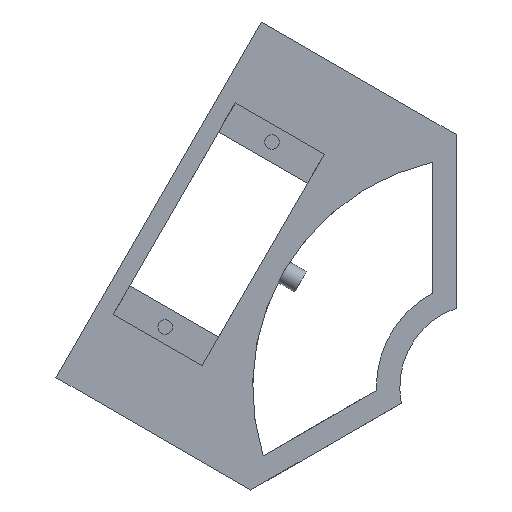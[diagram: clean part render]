
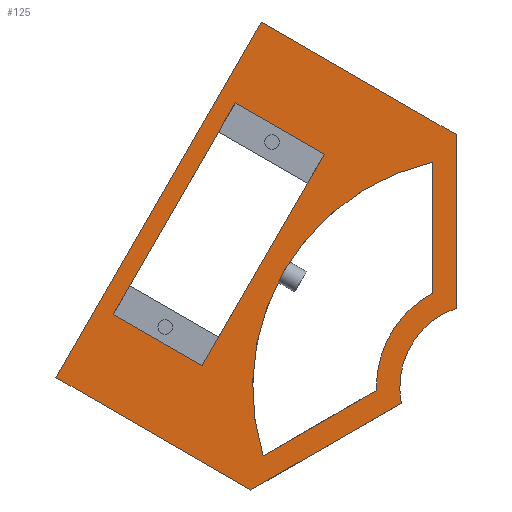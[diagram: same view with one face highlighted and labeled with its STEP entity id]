
A CAD part, front view. The second image highlights one B-rep face of the part: STEP entity #125.
In plain terms, the highlighted planar face has unit normal (0, -1, 0).
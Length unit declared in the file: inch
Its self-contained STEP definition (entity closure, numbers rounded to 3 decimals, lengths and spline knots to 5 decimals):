
#125=ADVANCED_FACE('',(#182,#183,#184),#158,.F.);
#158=PLANE('',#697);
#182=FACE_BOUND('',#209,.T.);
#183=FACE_BOUND('',#210,.T.);
#184=FACE_BOUND('',#211,.T.);
#209=EDGE_LOOP('',(#278,#279,#280,#281,#282,#283));
#210=EDGE_LOOP('',(#284,#285,#286,#287));
#211=EDGE_LOOP('',(#288,#289,#290,#291));
#256=CIRCLE('',#694,0.445);
#257=CIRCLE('',#695,1.23);
#258=CIRCLE('',#696,0.57);
#278=ORIENTED_EDGE('',*,*,#496,.T.);
#279=ORIENTED_EDGE('',*,*,#497,.T.);
#280=ORIENTED_EDGE('',*,*,#498,.T.);
#281=ORIENTED_EDGE('',*,*,#499,.T.);
#282=ORIENTED_EDGE('',*,*,#500,.T.);
#283=ORIENTED_EDGE('',*,*,#501,.T.);
#284=ORIENTED_EDGE('',*,*,#502,.T.);
#285=ORIENTED_EDGE('',*,*,#503,.T.);
#286=ORIENTED_EDGE('',*,*,#504,.T.);
#287=ORIENTED_EDGE('',*,*,#505,.T.);
#288=ORIENTED_EDGE('',*,*,#506,.F.);
#289=ORIENTED_EDGE('',*,*,#507,.T.);
#290=ORIENTED_EDGE('',*,*,#508,.F.);
#291=ORIENTED_EDGE('',*,*,#509,.T.);
#440=VERTEX_POINT('',#921);
#441=VERTEX_POINT('',#922);
#442=VERTEX_POINT('',#924);
#443=VERTEX_POINT('',#926);
#444=VERTEX_POINT('',#928);
#445=VERTEX_POINT('',#930);
#446=VERTEX_POINT('',#933);
#447=VERTEX_POINT('',#934);
#448=VERTEX_POINT('',#936);
#449=VERTEX_POINT('',#938);
#450=VERTEX_POINT('',#941);
#451=VERTEX_POINT('',#942);
#452=VERTEX_POINT('',#944);
#453=VERTEX_POINT('',#946);
#496=EDGE_CURVE('',#440,#441,#577,.T.);
#497=EDGE_CURVE('',#441,#442,#256,.T.);
#498=EDGE_CURVE('',#442,#443,#578,.T.);
#499=EDGE_CURVE('',#443,#444,#579,.T.);
#500=EDGE_CURVE('',#444,#445,#580,.T.);
#501=EDGE_CURVE('',#445,#440,#581,.T.);
#502=EDGE_CURVE('',#446,#447,#582,.T.);
#503=EDGE_CURVE('',#447,#448,#257,.T.);
#504=EDGE_CURVE('',#448,#449,#583,.T.);
#505=EDGE_CURVE('',#449,#446,#258,.T.);
#506=EDGE_CURVE('',#450,#451,#584,.T.);
#507=EDGE_CURVE('',#450,#452,#585,.T.);
#508=EDGE_CURVE('',#453,#452,#586,.T.);
#509=EDGE_CURVE('',#453,#451,#587,.T.);
#577=LINE('',#920,#635);
#578=LINE('',#925,#636);
#579=LINE('',#927,#637);
#580=LINE('',#929,#638);
#581=LINE('',#931,#639);
#582=LINE('',#932,#640);
#583=LINE('',#937,#641);
#584=LINE('',#940,#642);
#585=LINE('',#943,#643);
#586=LINE('',#945,#644);
#587=LINE('',#947,#645);
#635=VECTOR('',#751,1.);
#636=VECTOR('',#754,1.);
#637=VECTOR('',#755,1.);
#638=VECTOR('',#756,1.);
#639=VECTOR('',#757,1.);
#640=VECTOR('',#758,1.);
#641=VECTOR('',#761,1.);
#642=VECTOR('',#764,1.);
#643=VECTOR('',#765,1.);
#644=VECTOR('',#766,1.);
#645=VECTOR('',#767,1.);
#694=AXIS2_PLACEMENT_3D('',#923,#752,#753);
#695=AXIS2_PLACEMENT_3D('',#935,#759,#760);
#696=AXIS2_PLACEMENT_3D('',#939,#762,#763);
#697=AXIS2_PLACEMENT_3D('',#948,#768,#769);
#751=DIRECTION('',(0.866,0.,0.5));
#752=DIRECTION('',(0.,1.,0.));
#753=DIRECTION('',(1.,0.,0.));
#754=DIRECTION('',(0.,0.,1.));
#755=DIRECTION('',(-0.866,0.,0.5));
#756=DIRECTION('',(-0.5,0.,-0.866));
#757=DIRECTION('',(0.866,0.,-0.5));
#758=DIRECTION('',(-0.866,0.,-0.5));
#759=DIRECTION('',(0.,1.,0.));
#760=DIRECTION('',(1.,0.,0.));
#761=DIRECTION('',(0.,0.,-1.));
#762=DIRECTION('',(0.,-1.,0.));
#763=DIRECTION('',(1.,0.,0.));
#764=DIRECTION('',(-0.866,0.,0.5));
#765=DIRECTION('',(-0.5,0.,-0.866));
#766=DIRECTION('',(0.866,0.,-0.5));
#767=DIRECTION('',(0.5,0.,0.866));
#768=DIRECTION('',(0.,1.,0.));
#769=DIRECTION('',(0.,0.,1.));
#920=CARTESIAN_POINT('',(-1.81993,-0.25,-1.47323));
#921=CARTESIAN_POINT('',(-1.81993,-0.25,-1.47323));
#922=CARTESIAN_POINT('',(-1.01756,-0.25,-1.00998));
#923=CARTESIAN_POINT('',(-0.58071,-0.25,-0.9252));
#924=CARTESIAN_POINT('',(-0.72571,-0.25,-0.50448));
#925=CARTESIAN_POINT('',(-0.72571,-0.25,-0.50448));
#926=CARTESIAN_POINT('',(-0.72571,-0.25,0.42202));
#927=CARTESIAN_POINT('',(-0.72571,-0.25,0.42202));
#928=CARTESIAN_POINT('',(-1.76494,-0.25,1.02202));
#929=CARTESIAN_POINT('',(-1.76494,-0.25,1.02202));
#930=CARTESIAN_POINT('',(-2.85917,-0.25,-0.87323));
#931=CARTESIAN_POINT('',(-2.85917,-0.25,-0.87323));
#932=CARTESIAN_POINT('',(-1.15045,-0.25,-0.94237));
#933=CARTESIAN_POINT('',(-1.15045,-0.25,-0.94237));
#934=CARTESIAN_POINT('',(-1.75494,-0.25,-1.29137));
#935=CARTESIAN_POINT('',(-0.58071,-0.25,-0.9252));
#936=CARTESIAN_POINT('',(-0.85071,-0.25,0.2748));
#937=CARTESIAN_POINT('',(-0.85071,-0.25,0.2748));
#938=CARTESIAN_POINT('',(-0.85071,-0.25,-0.4232));
#939=CARTESIAN_POINT('',(-0.58071,-0.25,-0.9252));
#940=CARTESIAN_POINT('',(-1.42843,-0.25,0.31652));
#941=CARTESIAN_POINT('',(-1.42843,-0.25,0.31652));
#942=CARTESIAN_POINT('',(-1.90301,-0.25,0.59052));
#943=CARTESIAN_POINT('',(-1.51768,-0.25,0.16194));
#944=CARTESIAN_POINT('',(-2.07993,-0.25,-0.81191));
#945=CARTESIAN_POINT('',(-2.55451,-0.25,-0.53791));
#946=CARTESIAN_POINT('',(-2.55451,-0.25,-0.53791));
#947=CARTESIAN_POINT('',(-2.46526,-0.25,-0.38332));
#948=CARTESIAN_POINT('',(-0.58071,-0.25,-0.9252));
